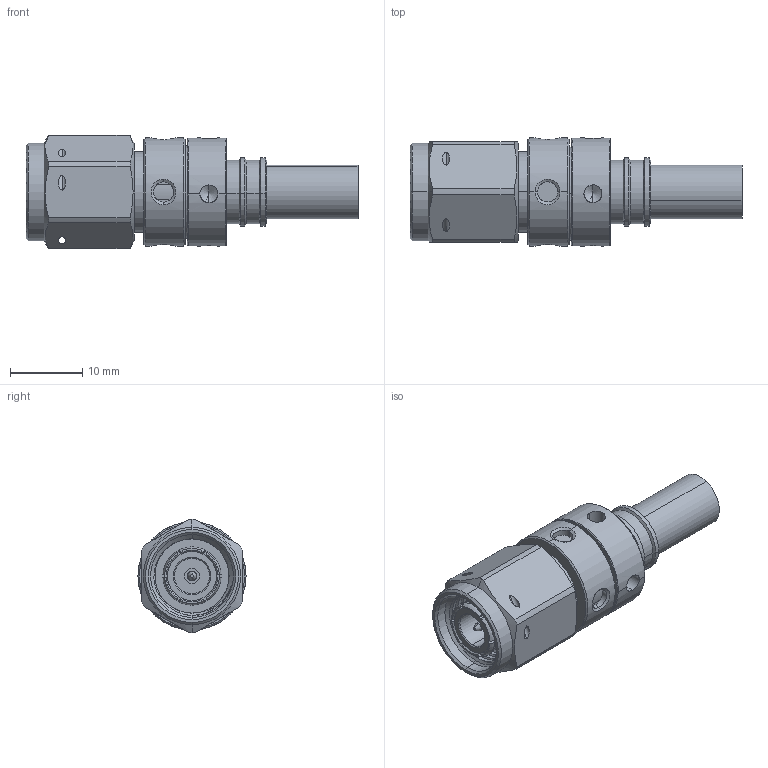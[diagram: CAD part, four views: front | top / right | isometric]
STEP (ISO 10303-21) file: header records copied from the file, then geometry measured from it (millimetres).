
FILE_DESCRIPTION (( 'STEP AP203' ), '1' );
FILE_NAME ('3190-8217(EZ-240-TM-LW-X).STEP', '2021-04-07T05:15:34', ( '' ), ( '' ), 'SwSTEP 2.0', 'SolidWorks 2018', '' );
FILE_SCHEMA (( 'CONFIG_CONTROL_DESIGN' ));
Length unit declared in the file: millimetre
Products named in the file (1): 3190-8217(EZ-240-TM-LW-X)
Bounding box: 46.1 x 15 x 15.71 mm (x, y, z)
Volume: 4626.9 mm3; surface area: 3956.4 mm2
Topology: 1 solids, 1 shells, 232 faces, 567 edges, 352 vertices
Faces by surface type: cylinder 89, cone 63, plane 56, bspline 24
Entity records: 16045 total; most frequent: CARTESIAN_POINT 10732, ORIENTED_EDGE 1118, DIRECTION 1072, EDGE_CURVE 559, AXIS2_PLACEMENT_3D 433, VERTEX_POINT 352, EDGE_LOOP 261, ADVANCED_FACE 232
